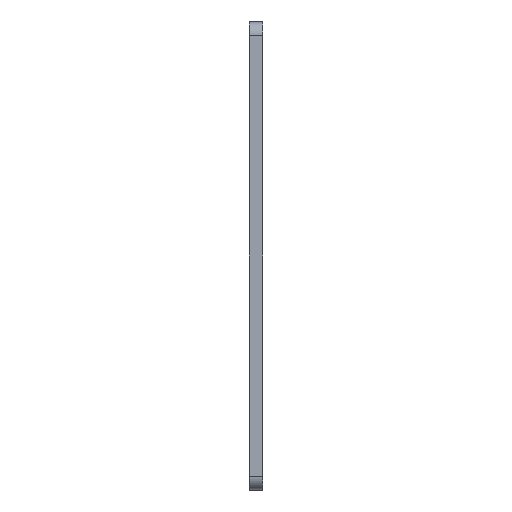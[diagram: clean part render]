
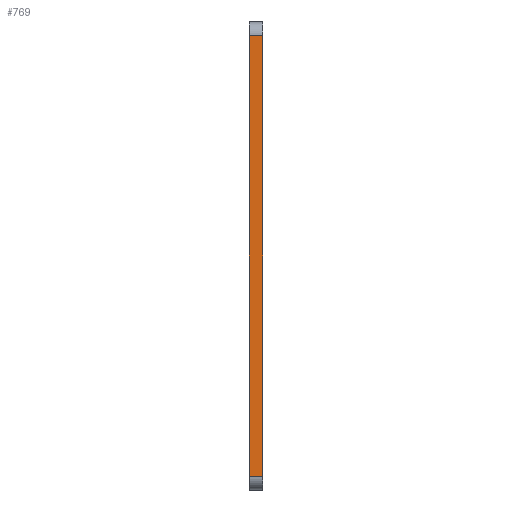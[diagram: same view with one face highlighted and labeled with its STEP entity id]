
A CAD part, left-side view. The second image highlights one B-rep face of the part: STEP entity #769.
In plain terms, the highlighted planar face has unit normal (-1, 0, 0).
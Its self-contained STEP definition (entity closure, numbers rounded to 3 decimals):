
#31 = EDGE_LOOP ( 'NONE', ( #2814, #3942, #1120, #6111 ) ) ;
#94 = LINE ( 'NONE', #551, #2108 ) ;
#234 = LINE ( 'NONE', #5773, #1915 ) ;
#329 = DIRECTION ( 'NONE',  ( 0., 0., -1. ) ) ;
#456 = CARTESIAN_POINT ( 'NONE',  ( -71.5, 0., 48.5 ) ) ;
#551 = CARTESIAN_POINT ( 'NONE',  ( -71.5, 0., 48.5 ) ) ;
#701 = DIRECTION ( 'NONE',  ( -1., 0., 0. ) ) ;
#769 = ADVANCED_FACE ( 'NONE', ( #1609 ), #6142, .T. ) ;
#904 = EDGE_CURVE ( 'NONE', #1046, #3486, #4358, .T. ) ;
#1046 = VERTEX_POINT ( 'NONE', #456 ) ;
#1120 = ORIENTED_EDGE ( 'NONE', *, *, #2467, .T. ) ;
#1265 = AXIS2_PLACEMENT_3D ( 'NONE', #4694, #701, #2641 ) ;
#1609 = FACE_OUTER_BOUND ( 'NONE', #31, .T. ) ;
#1663 = EDGE_CURVE ( 'NONE', #5687, #2535, #4886, .T. ) ;
#1878 = VECTOR ( 'NONE', #329, 1000. ) ;
#1915 = VECTOR ( 'NONE', #5678, 1000. ) ;
#2108 = VECTOR ( 'NONE', #3509, 1000. ) ;
#2467 = EDGE_CURVE ( 'NONE', #1046, #5687, #94, .T. ) ;
#2535 = VERTEX_POINT ( 'NONE', #4026 ) ;
#2641 = DIRECTION ( 'NONE',  ( 0., 0., 1. ) ) ;
#2814 = ORIENTED_EDGE ( 'NONE', *, *, #4584, .F. ) ;
#3486 = VERTEX_POINT ( 'NONE', #5506 ) ;
#3509 = DIRECTION ( 'NONE',  ( 0., 1., 0. ) ) ;
#3898 = CARTESIAN_POINT ( 'NONE',  ( -71.5, 3., 48.5 ) ) ;
#3942 = ORIENTED_EDGE ( 'NONE', *, *, #904, .F. ) ;
#3943 = DIRECTION ( 'NONE',  ( 0., 0., -1. ) ) ;
#4026 = CARTESIAN_POINT ( 'NONE',  ( -71.5, 3., -48.5 ) ) ;
#4358 = LINE ( 'NONE', #5839, #1878 ) ;
#4380 = VECTOR ( 'NONE', #3943, 1000. ) ;
#4584 = EDGE_CURVE ( 'NONE', #3486, #2535, #234, .T. ) ;
#4694 = CARTESIAN_POINT ( 'NONE',  ( -71.5, 0., -51.5 ) ) ;
#4886 = LINE ( 'NONE', #5455, #4380 ) ;
#5455 = CARTESIAN_POINT ( 'NONE',  ( -71.5, 3., -51.5 ) ) ;
#5506 = CARTESIAN_POINT ( 'NONE',  ( -71.5, 0., -48.5 ) ) ;
#5678 = DIRECTION ( 'NONE',  ( 0., 1., 0. ) ) ;
#5687 = VERTEX_POINT ( 'NONE', #3898 ) ;
#5773 = CARTESIAN_POINT ( 'NONE',  ( -71.5, 0., -48.5 ) ) ;
#5839 = CARTESIAN_POINT ( 'NONE',  ( -71.5, 0., 0. ) ) ;
#6111 = ORIENTED_EDGE ( 'NONE', *, *, #1663, .T. ) ;
#6142 = PLANE ( 'NONE',  #1265 ) ;
